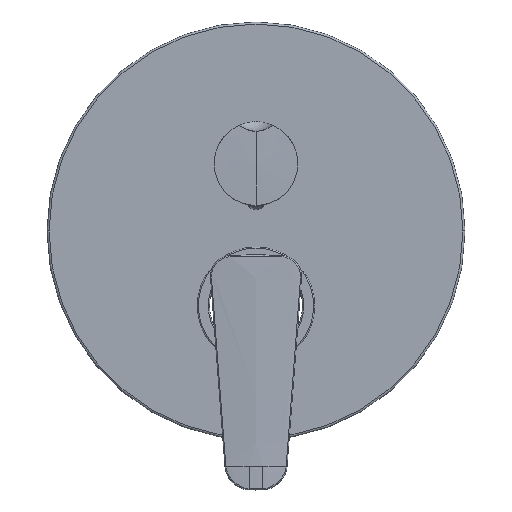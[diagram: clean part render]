
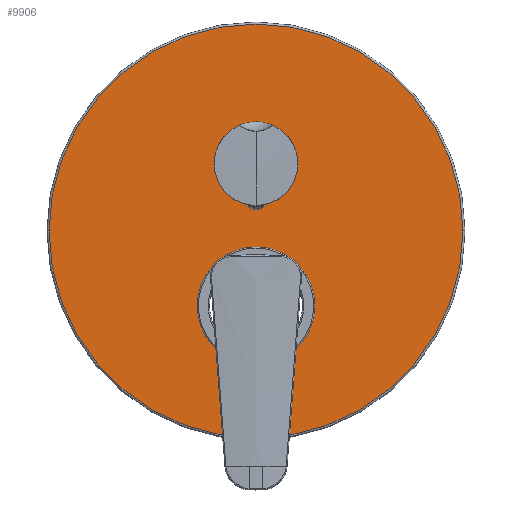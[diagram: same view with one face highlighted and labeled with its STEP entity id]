
A CAD part, top view. The second image highlights one B-rep face of the part: STEP entity #9906.
In plain terms, the highlighted planar face has unit normal (0, 0, 1).
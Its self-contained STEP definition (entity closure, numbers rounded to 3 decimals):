
#9060=CARTESIAN_POINT('',(0.,33.978,-2.));
#9061=DIRECTION('',(0.,0.,1.));
#9062=DIRECTION('',(1.,0.,0.));
#9063=AXIS2_PLACEMENT_3D('',#9060,#9061,#9062);
#9065=CARTESIAN_POINT('',(0.,33.978,-2.));
#9066=DIRECTION('',(0.,0.,1.));
#9067=DIRECTION('',(-1.,0.,0.));
#9068=AXIS2_PLACEMENT_3D('',#9065,#9066,#9067);
#9070=CARTESIAN_POINT('',(0.,66.178,-2.));
#9071=DIRECTION('',(0.,0.,-1.));
#9072=DIRECTION('',(-1.,0.,0.));
#9073=AXIS2_PLACEMENT_3D('',#9070,#9071,#9072);
#9075=CARTESIAN_POINT('',(0.,66.178,-2.));
#9076=DIRECTION('',(0.,0.,-1.));
#9077=DIRECTION('',(1.,0.,0.));
#9078=AXIS2_PLACEMENT_3D('',#9075,#9076,#9077);
#9080=CARTESIAN_POINT('',(0.,-1.822,-2.));
#9081=DIRECTION('',(0.,0.,-1.));
#9082=DIRECTION('',(-1.,0.,0.));
#9083=AXIS2_PLACEMENT_3D('',#9080,#9081,#9082);
#9085=CARTESIAN_POINT('',(0.,-1.822,-2.));
#9086=DIRECTION('',(0.,0.,-1.));
#9087=DIRECTION('',(1.,0.,0.));
#9088=AXIS2_PLACEMENT_3D('',#9085,#9086,#9087);
#9609=CARTESIAN_POINT('',(99.,33.978,-2.));
#9610=CARTESIAN_POINT('',(-99.,33.978,-2.));
#9611=VERTEX_POINT('',#9609);
#9612=VERTEX_POINT('',#9610);
#9673=CARTESIAN_POINT('',(-12.55,66.178,-2.));
#9674=CARTESIAN_POINT('',(12.55,66.178,-2.));
#9675=VERTEX_POINT('',#9673);
#9676=VERTEX_POINT('',#9674);
#9729=CARTESIAN_POINT('',(-27.6,-1.822,-2.));
#9730=CARTESIAN_POINT('',(27.6,-1.822,-2.));
#9731=VERTEX_POINT('',#9729);
#9732=VERTEX_POINT('',#9730);
#9884=CARTESIAN_POINT('',(0.,33.978,-2.));
#9885=DIRECTION('',(0.,0.,-1.));
#9886=DIRECTION('',(-1.,0.,0.));
#9887=AXIS2_PLACEMENT_3D('',#9884,#9885,#9886);
#9888=PLANE('',#9887);
#9890=ORIENTED_EDGE('',*,*,#9889,.F.);
#9892=ORIENTED_EDGE('',*,*,#9891,.F.);
#9893=EDGE_LOOP('',(#9890,#9892));
#9894=FACE_OUTER_BOUND('',#9893,.F.);
#9896=ORIENTED_EDGE('',*,*,#9895,.F.);
#9898=ORIENTED_EDGE('',*,*,#9897,.F.);
#9899=EDGE_LOOP('',(#9896,#9898));
#9900=FACE_BOUND('',#9899,.F.);
#9902=ORIENTED_EDGE('',*,*,#9901,.F.);
#9903=ORIENTED_EDGE('',*,*,#9867,.F.);
#9904=EDGE_LOOP('',(#9902,#9903));
#9905=FACE_BOUND('',#9904,.F.);
#9906=ADVANCED_FACE('',(#9894,#9900,#9905),#9888,.F.);
#9064=CIRCLE('',#9063,99.);
#9069=CIRCLE('',#9068,99.);
#9074=CIRCLE('',#9073,12.55);
#9079=CIRCLE('',#9078,12.55);
#9084=CIRCLE('',#9083,27.6);
#9089=CIRCLE('',#9088,27.6);
#9867=EDGE_CURVE('',#9732,#9731,#9089,.T.);
#9889=EDGE_CURVE('',#9611,#9612,#9064,.T.);
#9891=EDGE_CURVE('',#9612,#9611,#9069,.T.);
#9895=EDGE_CURVE('',#9675,#9676,#9074,.T.);
#9897=EDGE_CURVE('',#9676,#9675,#9079,.T.);
#9901=EDGE_CURVE('',#9731,#9732,#9084,.T.);
